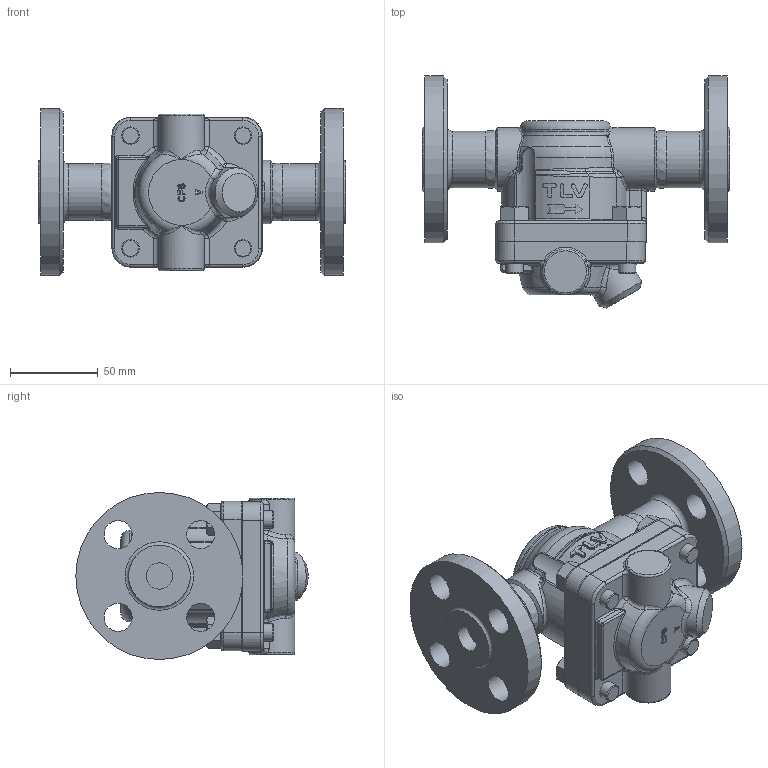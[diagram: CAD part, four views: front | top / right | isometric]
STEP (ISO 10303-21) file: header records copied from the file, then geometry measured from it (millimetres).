
FILE_DESCRIPTION(/* description */ (''),/* implementation_level */ '2;1');
FILE_NAME(/* name */ 's1vl2-015-a0300-00.stp',/* time_stamp */ '2026-01-20T17:19:01+09:00',/* author */ ('shibuya'),/* organization */ (''),/* preprocessor_version */ 'ST-DEVELOPER v20',/* originating_system */ 'Autodesk Inventor 2025',/* authorisation */ '');
FILE_SCHEMA (('AUTOMOTIVE_DESIGN { 1 0 10303 214 3 1 1 }','PROCESS_PLANNING_SCHEMA'));
Length unit declared in the file: millimetre
Products named in the file (1): 15A_FLANGE_ASME300_SS1V-M2_ASSY
Bounding box: 175 x 132.04 x 95 mm (x, y, z)
Volume: 662093.1 mm3; surface area: 86515.1 mm2
Topology: 1 solids, 6 shells, 612 faces, 1527 edges, 921 vertices
Faces by surface type: plane 215, cylinder 154, bspline 142, torus 50, cone 42, sphere 9
Full cylindrical faces by diameter (mm): 10 x8, 11 x4, 15 x2, 16 x9, 28 x1, 32 x2, 36 x2, 95 x2
Entity records: 23445 total; most frequent: CARTESIAN_POINT 9761, ORIENTED_EDGE 3000, DIRECTION 2648, EDGE_CURVE 1500, AXIS2_PLACEMENT_3D 1046, VERTEX_POINT 920, EDGE_LOOP 656, FACE_OUTER_BOUND 612
